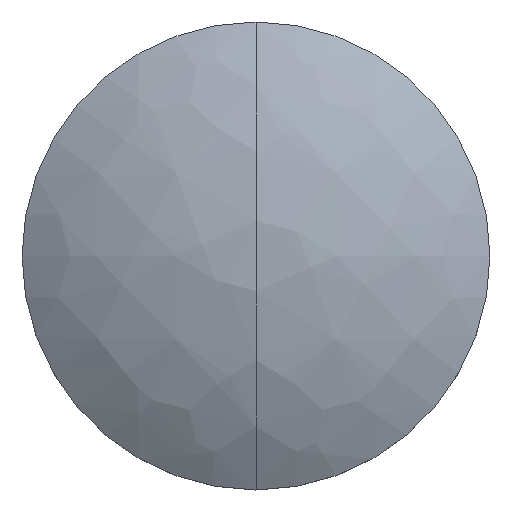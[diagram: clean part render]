
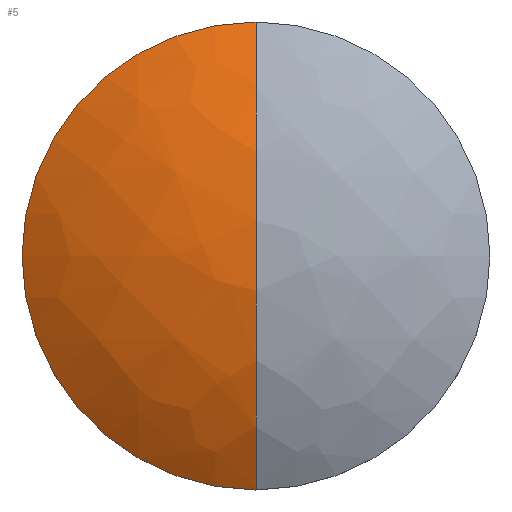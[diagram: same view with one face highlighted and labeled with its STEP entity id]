
A CAD part, top view. The second image highlights one B-rep face of the part: STEP entity #5.
In plain terms, the highlighted free-form (B-spline) face has degree [3, 3] with [4, 4] control points.
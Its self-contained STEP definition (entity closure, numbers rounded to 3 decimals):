
#1 = ORIENTED_EDGE ( 'NONE', *, *, #157, .T. ) ;
#2 = CARTESIAN_POINT ( 'NONE',  ( -6.731, 2.372, 3.584 ) ) ;
#5 = ADVANCED_FACE ( 'NONE', ( #102 ), #51, .T. ) ;
#19 = CARTESIAN_POINT ( 'NONE',  ( -2.389, 2.372, 5.468 ) ) ;
#33 = DIRECTION ( 'NONE',  ( 0., 0., 1. ) ) ;
#37 = CARTESIAN_POINT ( 'NONE',  ( -5.446, -6.418, 1.468 ) ) ;
#39 = AXIS2_PLACEMENT_3D ( 'NONE', #283, #33, #191 ) ;
#48 = AXIS2_PLACEMENT_3D ( 'NONE', #171, #190, #281 ) ;
#51 =( BOUNDED_SURFACE ( )  B_SPLINE_SURFACE ( 3, 3, ( 
 ( #181, #142, #195, #37 ),
 ( #82, #67, #134, #237 ),
 ( #164, #19, #295, #2 ),
 ( #245, #270, #221, #62 ) ),
 .UNSPECIFIED., .F., .F., .F. ) 
 B_SPLINE_SURFACE_WITH_KNOTS ( ( 4, 4 ),
 ( 4, 4 ),
 ( 0., 1. ),
 ( 0., 1. ),
 .UNSPECIFIED. ) 
 GEOMETRIC_REPRESENTATION_ITEM ( )  RATIONAL_B_SPLINE_SURFACE ( (
 ( 1., 0.975, 0.975, 1.),
 ( 0.902, 0.88, 0.88, 0.902),
 ( 0.902, 0.88, 0.88, 0.902),
 ( 1., 0.975, 0.975, 1.) ) ) 
 REPRESENTATION_ITEM ( '' )  SURFACE ( )  );
#55 = VERTEX_POINT ( 'NONE', #155 ) ;
#62 = CARTESIAN_POINT ( 'NONE',  ( -5.446, 6.418, 1.468 ) ) ;
#67 = CARTESIAN_POINT ( 'NONE',  ( -2.389, -2.372, 5.468 ) ) ;
#69 = VERTEX_POINT ( 'NONE', #80 ) ;
#80 = CARTESIAN_POINT ( 'NONE',  ( 0., 6.35, 3.034 ) ) ;
#82 = CARTESIAN_POINT ( 'NONE',  ( 0., -2.372, 5.468 ) ) ;
#102 = FACE_OUTER_BOUND ( 'NONE', #140, .T. ) ;
#105 = EDGE_CURVE ( 'NONE', #170, #55, #269, .T. ) ;
#107 = CARTESIAN_POINT ( 'NONE',  ( 0., 0., 3.034 ) ) ;
#134 = CARTESIAN_POINT ( 'NONE',  ( -4.689, -2.372, 4.824 ) ) ;
#140 = EDGE_LOOP ( 'NONE', ( #199, #1, #278 ) ) ;
#142 = CARTESIAN_POINT ( 'NONE',  ( -1.933, -6.418, 2.993 ) ) ;
#155 = CARTESIAN_POINT ( 'NONE',  ( 0., -6.35, 3.034 ) ) ;
#157 = EDGE_CURVE ( 'NONE', #55, #69, #209, .T. ) ;
#159 = DIRECTION ( 'NONE',  ( 1., 0., 0. ) ) ;
#164 = CARTESIAN_POINT ( 'NONE',  ( 0., 2.372, 5.468 ) ) ;
#170 = VERTEX_POINT ( 'NONE', #228 ) ;
#171 = CARTESIAN_POINT ( 'NONE',  ( 0., 0., -7.5 ) ) ;
#181 = CARTESIAN_POINT ( 'NONE',  ( 0., -6.418, 2.993 ) ) ;
#184 = CIRCLE ( 'NONE', #233, 6.35 ) ;
#190 = DIRECTION ( 'NONE',  ( -1., 0., 0. ) ) ;
#191 = DIRECTION ( 'NONE',  ( 1., 0., 0. ) ) ;
#195 = CARTESIAN_POINT ( 'NONE',  ( -3.794, -6.418, 2.472 ) ) ;
#199 = ORIENTED_EDGE ( 'NONE', *, *, #105, .T. ) ;
#209 = CIRCLE ( 'NONE', #48, 12.3 ) ;
#221 = CARTESIAN_POINT ( 'NONE',  ( -3.794, 6.418, 2.472 ) ) ;
#228 = CARTESIAN_POINT ( 'NONE',  ( -6.35, 0., 3.034 ) ) ;
#233 = AXIS2_PLACEMENT_3D ( 'NONE', #107, #286, #159 ) ;
#237 = CARTESIAN_POINT ( 'NONE',  ( -6.731, -2.372, 3.584 ) ) ;
#245 = CARTESIAN_POINT ( 'NONE',  ( 0., 6.418, 2.993 ) ) ;
#269 = CIRCLE ( 'NONE', #39, 6.35 ) ;
#270 = CARTESIAN_POINT ( 'NONE',  ( -1.933, 6.418, 2.993 ) ) ;
#274 = EDGE_CURVE ( 'NONE', #69, #170, #184, .T. ) ;
#278 = ORIENTED_EDGE ( 'NONE', *, *, #274, .T. ) ;
#281 = DIRECTION ( 'NONE',  ( 0., -1., 0. ) ) ;
#283 = CARTESIAN_POINT ( 'NONE',  ( 0., 0., 3.034 ) ) ;
#286 = DIRECTION ( 'NONE',  ( 0., 0., 1. ) ) ;
#295 = CARTESIAN_POINT ( 'NONE',  ( -4.689, 2.372, 4.824 ) ) ;
